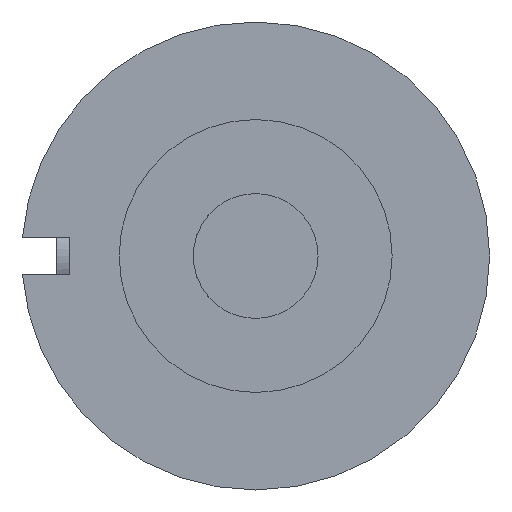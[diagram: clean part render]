
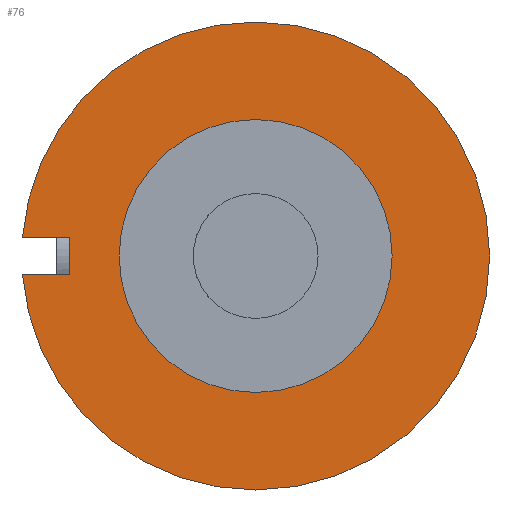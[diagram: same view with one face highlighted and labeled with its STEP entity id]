
A CAD part, left-side view. The second image highlights one B-rep face of the part: STEP entity #76.
In plain terms, the highlighted planar face has unit normal (-1, 0, 0).
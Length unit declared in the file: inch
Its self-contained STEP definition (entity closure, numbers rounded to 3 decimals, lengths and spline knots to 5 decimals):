
#56 = ORIENTED_EDGE ( 'NONE', *, *, #2415, .T. ) ;
#57 = EDGE_LOOP ( 'NONE', ( #56, #94, #91, #92, #93, #84 ) ) ;
#72 = EDGE_CURVE ( 'NONE', #245, #247, #2695, .T. ) ;
#73 = ORIENTED_EDGE ( 'NONE', *, *, #250, .T. ) ;
#74 = ORIENTED_EDGE ( 'NONE', *, *, #72, .T. ) ;
#75 = EDGE_LOOP ( 'NONE', ( #74, #73 ) ) ;
#76 = ADVANCED_FACE ( 'NONE', ( #2690, #2689 ), #2688, .F. ) ;
#84 = ORIENTED_EDGE ( 'NONE', *, *, #90, .T. ) ;
#90 = EDGE_CURVE ( 'NONE', #794, #2417, #2728, .T. ) ;
#91 = ORIENTED_EDGE ( 'NONE', *, *, #2457, .T. ) ;
#92 = ORIENTED_EDGE ( 'NONE', *, *, #280, .T. ) ;
#93 = ORIENTED_EDGE ( 'NONE', *, *, #788, .T. ) ;
#94 = ORIENTED_EDGE ( 'NONE', *, *, #2460, .T. ) ;
#245 = VERTEX_POINT ( 'NONE', #2971 ) ;
#247 = VERTEX_POINT ( 'NONE', #2970 ) ;
#250 = EDGE_CURVE ( 'NONE', #247, #245, #3027, .T. ) ;
#261 = VERTEX_POINT ( 'NONE', #3004 ) ;
#279 = VERTEX_POINT ( 'NONE', #3039 ) ;
#280 = EDGE_CURVE ( 'NONE', #261, #279, #3037, .T. ) ;
#788 = EDGE_CURVE ( 'NONE', #279, #794, #1583, .T. ) ;
#794 = VERTEX_POINT ( 'NONE', #1616 ) ;
#1579 = DIRECTION ( 'NONE',  ( 0., 0., 1. ) ) ;
#1580 = DIRECTION ( 'NONE',  ( -1., 0., 0. ) ) ;
#1581 = CARTESIAN_POINT ( 'NONE',  ( 0., 0., 0. ) ) ;
#1582 = AXIS2_PLACEMENT_3D ( 'NONE', #1581, #1580, #1579 ) ;
#1583 = CIRCLE ( 'NONE', #1582, 0.46875 ) ;
#1616 = CARTESIAN_POINT ( 'NONE',  ( 0., 0., 0.46875 ) ) ;
#1775 = CARTESIAN_POINT ( 'NONE',  ( 0., 0.46725, 0.0375 ) ) ;
#1776 = DIRECTION ( 'NONE',  ( 0., -1., 0. ) ) ;
#1777 = VECTOR ( 'NONE', #1776, 39.37008 ) ;
#1778 = CARTESIAN_POINT ( 'NONE',  ( 0., 0.37344, 0.0375 ) ) ;
#1779 = LINE ( 'NONE', #1778, #1777 ) ;
#1784 = CARTESIAN_POINT ( 'NONE',  ( 0., 0.37344, -0.0375 ) ) ;
#1821 = CARTESIAN_POINT ( 'NONE',  ( 0., 0.37344, 0.0375 ) ) ;
#1870 = DIRECTION ( 'NONE',  ( 0., 0., -1. ) ) ;
#1871 = VECTOR ( 'NONE', #1870, 39.37008 ) ;
#1872 = CARTESIAN_POINT ( 'NONE',  ( 0., 0.37344, -0.0375 ) ) ;
#1873 = LINE ( 'NONE', #1872, #1871 ) ;
#1874 = DIRECTION ( 'NONE',  ( 0., 1., 0. ) ) ;
#1875 = VECTOR ( 'NONE', #1874, 39.37008 ) ;
#1876 = CARTESIAN_POINT ( 'NONE',  ( 0., 0.51875, -0.0375 ) ) ;
#1877 = LINE ( 'NONE', #1876, #1875 ) ;
#2411 = VERTEX_POINT ( 'NONE', #1784 ) ;
#2415 = EDGE_CURVE ( 'NONE', #2417, #2429, #1779, .T. ) ;
#2417 = VERTEX_POINT ( 'NONE', #1775 ) ;
#2429 = VERTEX_POINT ( 'NONE', #1821 ) ;
#2457 = EDGE_CURVE ( 'NONE', #2411, #261, #1877, .T. ) ;
#2460 = EDGE_CURVE ( 'NONE', #2429, #2411, #1873, .T. ) ;
#2687 = AXIS2_PLACEMENT_3D ( 'NONE', #2749, #2748, #2747 ) ;
#2688 = PLANE ( 'NONE',  #2687 ) ;
#2689 = FACE_OUTER_BOUND ( 'NONE', #57, .T. ) ;
#2690 = FACE_BOUND ( 'NONE', #75, .T. ) ;
#2691 = DIRECTION ( 'NONE',  ( 0., 0., -1. ) ) ;
#2692 = DIRECTION ( 'NONE',  ( 1., 0., 0. ) ) ;
#2693 = CARTESIAN_POINT ( 'NONE',  ( 0., 0., 0. ) ) ;
#2694 = AXIS2_PLACEMENT_3D ( 'NONE', #2693, #2692, #2691 ) ;
#2695 = CIRCLE ( 'NONE', #2694, 0.27344 ) ;
#2725 = DIRECTION ( 'NONE',  ( 0., 0., 1. ) ) ;
#2726 = DIRECTION ( 'NONE',  ( -1., 0., 0. ) ) ;
#2727 = AXIS2_PLACEMENT_3D ( 'NONE', #2733, #2726, #2725 ) ;
#2728 = CIRCLE ( 'NONE', #2727, 0.46875 ) ;
#2733 = CARTESIAN_POINT ( 'NONE',  ( 0., 0., 0. ) ) ;
#2747 = DIRECTION ( 'NONE',  ( 0., 0., -1. ) ) ;
#2748 = DIRECTION ( 'NONE',  ( 1., 0., 0. ) ) ;
#2749 = CARTESIAN_POINT ( 'NONE',  ( 0., 0.46875, 0. ) ) ;
#2970 = CARTESIAN_POINT ( 'NONE',  ( 0., 0., 0.27344 ) ) ;
#2971 = CARTESIAN_POINT ( 'NONE',  ( 0., 0., -0.27344 ) ) ;
#3004 = CARTESIAN_POINT ( 'NONE',  ( 0., 0.46725, -0.0375 ) ) ;
#3023 = DIRECTION ( 'NONE',  ( 0., 0., -1. ) ) ;
#3024 = DIRECTION ( 'NONE',  ( 1., 0., 0. ) ) ;
#3025 = CARTESIAN_POINT ( 'NONE',  ( 0., 0., 0. ) ) ;
#3026 = AXIS2_PLACEMENT_3D ( 'NONE', #3025, #3024, #3023 ) ;
#3027 = CIRCLE ( 'NONE', #3026, 0.27344 ) ;
#3033 = DIRECTION ( 'NONE',  ( 0., 0., 1. ) ) ;
#3034 = DIRECTION ( 'NONE',  ( -1., 0., 0. ) ) ;
#3035 = CARTESIAN_POINT ( 'NONE',  ( 0., 0., 0. ) ) ;
#3036 = AXIS2_PLACEMENT_3D ( 'NONE', #3035, #3034, #3033 ) ;
#3037 = CIRCLE ( 'NONE', #3036, 0.46875 ) ;
#3039 = CARTESIAN_POINT ( 'NONE',  ( 0., 0., -0.46875 ) ) ;
